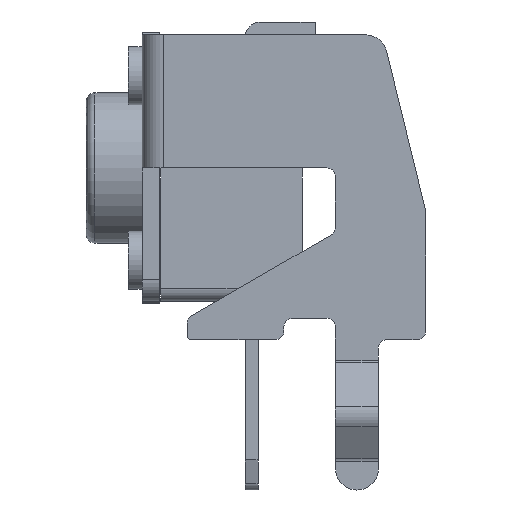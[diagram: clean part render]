
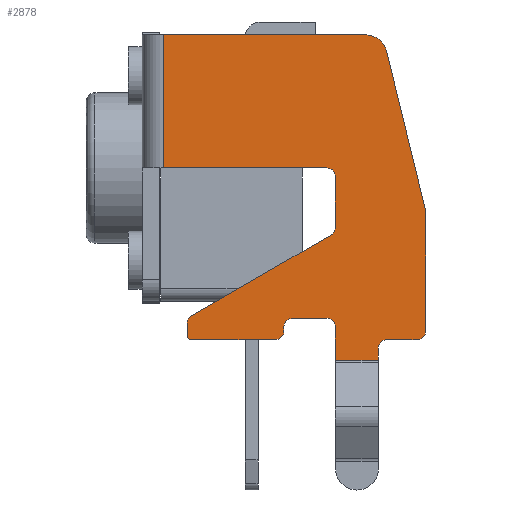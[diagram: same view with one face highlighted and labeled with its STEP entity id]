
A CAD part, front view. The second image highlights one B-rep face of the part: STEP entity #2878.
In plain terms, the highlighted planar face has unit normal (0, -1, 0).
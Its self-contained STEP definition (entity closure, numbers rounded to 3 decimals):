
#91=CIRCLE('',#3076,0.2);
#93=CIRCLE('',#3080,0.2);
#95=CIRCLE('',#3084,0.1);
#97=CIRCLE('',#3088,0.2);
#99=CIRCLE('',#3092,0.2);
#101=CIRCLE('',#3096,0.2);
#103=CIRCLE('',#3102,0.2);
#105=CIRCLE('',#3106,0.2);
#107=CIRCLE('',#3111,0.5);
#109=CIRCLE('',#3117,0.2);
#309=FACE_OUTER_BOUND('',#493,.T.);
#493=EDGE_LOOP('',(#2150,#2151,#2152,#2153,#2154,#2155,#2156,#2157,#2158,
#2159,#2160,#2161,#2162,#2163,#2164,#2165,#2166,#2167,#2168,#2169,#2170,
#2171,#2172,#2173,#2174));
#655=LINE('',#4367,#947);
#659=LINE('',#4379,#951);
#663=LINE('',#4391,#955);
#667=LINE('',#4403,#959);
#671=LINE('',#4415,#963);
#675=LINE('',#4427,#967);
#678=LINE('',#4433,#970);
#681=LINE('',#4439,#973);
#685=LINE('',#4451,#977);
#689=LINE('',#4463,#981);
#692=LINE('',#4469,#984);
#696=LINE('',#4481,#988);
#699=LINE('',#4487,#991);
#702=LINE('',#4493,#994);
#706=LINE('',#4504,#998);
#947=VECTOR('',#3500,3.757);
#951=VECTOR('',#3512,0.285);
#955=VECTOR('',#3524,1.95);
#959=VECTOR('',#3536,0.1);
#963=VECTOR('',#3548,0.8);
#967=VECTOR('',#3560,0.779);
#970=VECTOR('',#3565,1.);
#973=VECTOR('',#3570,0.279);
#977=VECTOR('',#3582,0.7);
#981=VECTOR('',#3594,2.8);
#984=VECTOR('',#3599,3.827);
#988=VECTOR('',#3611,4.707);
#991=VECTOR('',#3616,3.1);
#994=VECTOR('',#3621,3.8);
#998=VECTOR('',#3633,1.185);
#1241=VERTEX_POINT('',#4357);
#1242=VERTEX_POINT('',#4358);
#1245=VERTEX_POINT('',#4366);
#1247=VERTEX_POINT('',#4372);
#1249=VERTEX_POINT('',#4378);
#1251=VERTEX_POINT('',#4384);
#1253=VERTEX_POINT('',#4390);
#1255=VERTEX_POINT('',#4396);
#1257=VERTEX_POINT('',#4402);
#1259=VERTEX_POINT('',#4408);
#1261=VERTEX_POINT('',#4414);
#1263=VERTEX_POINT('',#4420);
#1265=VERTEX_POINT('',#4426);
#1267=VERTEX_POINT('',#4432);
#1269=VERTEX_POINT('',#4438);
#1271=VERTEX_POINT('',#4444);
#1273=VERTEX_POINT('',#4450);
#1275=VERTEX_POINT('',#4456);
#1277=VERTEX_POINT('',#4462);
#1279=VERTEX_POINT('',#4468);
#1281=VERTEX_POINT('',#4474);
#1283=VERTEX_POINT('',#4480);
#1285=VERTEX_POINT('',#4486);
#1287=VERTEX_POINT('',#4492);
#1289=VERTEX_POINT('',#4498);
#1540=EDGE_CURVE('',#1241,#1242,#91,.T.);
#1544=EDGE_CURVE('',#1245,#1241,#655,.T.);
#1547=EDGE_CURVE('',#1247,#1245,#93,.T.);
#1550=EDGE_CURVE('',#1249,#1247,#659,.T.);
#1553=EDGE_CURVE('',#1251,#1249,#95,.T.);
#1556=EDGE_CURVE('',#1253,#1251,#663,.T.);
#1559=EDGE_CURVE('',#1255,#1253,#97,.T.);
#1562=EDGE_CURVE('',#1257,#1255,#667,.T.);
#1565=EDGE_CURVE('',#1259,#1257,#99,.T.);
#1568=EDGE_CURVE('',#1261,#1259,#671,.T.);
#1571=EDGE_CURVE('',#1263,#1261,#101,.T.);
#1574=EDGE_CURVE('',#1265,#1263,#675,.T.);
#1577=EDGE_CURVE('',#1267,#1265,#678,.T.);
#1580=EDGE_CURVE('',#1269,#1267,#681,.T.);
#1583=EDGE_CURVE('',#1271,#1269,#103,.T.);
#1586=EDGE_CURVE('',#1273,#1271,#685,.T.);
#1589=EDGE_CURVE('',#1275,#1273,#105,.T.);
#1592=EDGE_CURVE('',#1277,#1275,#689,.T.);
#1595=EDGE_CURVE('',#1279,#1277,#692,.T.);
#1598=EDGE_CURVE('',#1281,#1279,#107,.T.);
#1601=EDGE_CURVE('',#1283,#1281,#696,.T.);
#1604=EDGE_CURVE('',#1285,#1283,#699,.T.);
#1607=EDGE_CURVE('',#1287,#1285,#702,.T.);
#1610=EDGE_CURVE('',#1289,#1287,#109,.T.);
#1613=EDGE_CURVE('',#1242,#1289,#706,.T.);
#2150=ORIENTED_EDGE('',*,*,#1613,.F.);
#2151=ORIENTED_EDGE('',*,*,#1540,.F.);
#2152=ORIENTED_EDGE('',*,*,#1544,.F.);
#2153=ORIENTED_EDGE('',*,*,#1547,.F.);
#2154=ORIENTED_EDGE('',*,*,#1550,.F.);
#2155=ORIENTED_EDGE('',*,*,#1553,.F.);
#2156=ORIENTED_EDGE('',*,*,#1556,.F.);
#2157=ORIENTED_EDGE('',*,*,#1559,.F.);
#2158=ORIENTED_EDGE('',*,*,#1562,.F.);
#2159=ORIENTED_EDGE('',*,*,#1565,.F.);
#2160=ORIENTED_EDGE('',*,*,#1568,.F.);
#2161=ORIENTED_EDGE('',*,*,#1571,.F.);
#2162=ORIENTED_EDGE('',*,*,#1574,.F.);
#2163=ORIENTED_EDGE('',*,*,#1577,.F.);
#2164=ORIENTED_EDGE('',*,*,#1580,.F.);
#2165=ORIENTED_EDGE('',*,*,#1583,.F.);
#2166=ORIENTED_EDGE('',*,*,#1586,.F.);
#2167=ORIENTED_EDGE('',*,*,#1589,.F.);
#2168=ORIENTED_EDGE('',*,*,#1592,.F.);
#2169=ORIENTED_EDGE('',*,*,#1595,.F.);
#2170=ORIENTED_EDGE('',*,*,#1598,.F.);
#2171=ORIENTED_EDGE('',*,*,#1601,.F.);
#2172=ORIENTED_EDGE('',*,*,#1604,.F.);
#2173=ORIENTED_EDGE('',*,*,#1607,.F.);
#2174=ORIENTED_EDGE('',*,*,#1610,.F.);
#2737=PLANE('',#3121);
#2878=ADVANCED_FACE('',(#309),#2737,.T.);
#3076=AXIS2_PLACEMENT_3D('',#4359,#3492,#3493);
#3080=AXIS2_PLACEMENT_3D('',#4373,#3505,#3506);
#3084=AXIS2_PLACEMENT_3D('',#4385,#3517,#3518);
#3088=AXIS2_PLACEMENT_3D('',#4397,#3529,#3530);
#3092=AXIS2_PLACEMENT_3D('',#4409,#3541,#3542);
#3096=AXIS2_PLACEMENT_3D('',#4421,#3553,#3554);
#3102=AXIS2_PLACEMENT_3D('',#4445,#3575,#3576);
#3106=AXIS2_PLACEMENT_3D('',#4457,#3587,#3588);
#3111=AXIS2_PLACEMENT_3D('',#4475,#3604,#3605);
#3117=AXIS2_PLACEMENT_3D('',#4499,#3626,#3627);
#3121=AXIS2_PLACEMENT_3D('',#4507,#3637,#3638);
#3492=DIRECTION('center_axis',(0.,-1.,0.));
#3493=DIRECTION('ref_axis',(0.502,0.,-0.865));
#3500=DIRECTION('',(0.865,0.,0.502));
#3505=DIRECTION('center_axis',(0.,1.,0.));
#3506=DIRECTION('ref_axis',(-1.,0.,0.));
#3512=DIRECTION('',(0.,0.,1.));
#3517=DIRECTION('center_axis',(0.,1.,0.));
#3518=DIRECTION('ref_axis',(0.,0.,-1.));
#3524=DIRECTION('',(-1.,0.,0.));
#3529=DIRECTION('center_axis',(0.,1.,0.));
#3530=DIRECTION('ref_axis',(1.,0.,0.));
#3536=DIRECTION('',(0.,0.,-1.));
#3541=DIRECTION('center_axis',(0.,-1.,0.));
#3542=DIRECTION('ref_axis',(0.,0.,1.));
#3548=DIRECTION('',(-1.,0.,0.));
#3553=DIRECTION('center_axis',(0.,-1.,0.));
#3554=DIRECTION('ref_axis',(1.,0.,0.));
#3560=DIRECTION('',(0.,0.,1.));
#3565=DIRECTION('',(-1.,0.,0.));
#3570=DIRECTION('',(0.,0.,-1.));
#3575=DIRECTION('center_axis',(0.,-1.,0.));
#3576=DIRECTION('ref_axis',(0.,0.,1.));
#3582=DIRECTION('',(-1.,0.,0.));
#3587=DIRECTION('center_axis',(0.,1.,0.));
#3588=DIRECTION('ref_axis',(1.,0.,0.));
#3594=DIRECTION('',(0.,0.,-1.));
#3599=DIRECTION('',(0.237,0.,-0.972));
#3604=DIRECTION('center_axis',(0.,1.,0.));
#3605=DIRECTION('ref_axis',(0.,0.,1.));
#3611=DIRECTION('',(1.,0.,0.));
#3616=DIRECTION('',(0.,0.,1.));
#3621=DIRECTION('',(-1.,0.,0.));
#3626=DIRECTION('center_axis',(0.,-1.,0.));
#3627=DIRECTION('ref_axis',(1.,0.,0.));
#3633=DIRECTION('',(0.,0.,1.));
#3637=DIRECTION('center_axis',(0.,-1.,0.));
#3638=DIRECTION('ref_axis',(0.,0.,-1.));
#4357=CARTESIAN_POINT('',(0.6,-3.75,2.442));
#4358=CARTESIAN_POINT('',(0.7,-3.75,2.615));
#4359=CARTESIAN_POINT('Origin',(0.5,-3.75,2.615));
#4366=CARTESIAN_POINT('',(-2.65,-3.75,0.558));
#4367=CARTESIAN_POINT('',(-2.65,-3.75,0.558));
#4372=CARTESIAN_POINT('',(-2.75,-3.75,0.385));
#4373=CARTESIAN_POINT('Origin',(-2.55,-3.75,0.385));
#4378=CARTESIAN_POINT('',(-2.75,-3.75,0.1));
#4379=CARTESIAN_POINT('',(-2.75,-3.75,0.1));
#4384=CARTESIAN_POINT('',(-2.65,-3.75,0.));
#4385=CARTESIAN_POINT('Origin',(-2.65,-3.75,0.1));
#4390=CARTESIAN_POINT('',(-0.7,-3.75,0.));
#4391=CARTESIAN_POINT('',(-0.7,-3.75,0.));
#4396=CARTESIAN_POINT('',(-0.5,-3.75,0.2));
#4397=CARTESIAN_POINT('Origin',(-0.7,-3.75,0.2));
#4402=CARTESIAN_POINT('',(-0.5,-3.75,0.3));
#4403=CARTESIAN_POINT('',(-0.5,-3.75,0.3));
#4408=CARTESIAN_POINT('',(-0.3,-3.75,0.5));
#4409=CARTESIAN_POINT('Origin',(-0.3,-3.75,0.3));
#4414=CARTESIAN_POINT('',(0.5,-3.75,0.5));
#4415=CARTESIAN_POINT('',(0.5,-3.75,0.5));
#4420=CARTESIAN_POINT('',(0.7,-3.75,0.3));
#4421=CARTESIAN_POINT('Origin',(0.5,-3.75,0.3));
#4426=CARTESIAN_POINT('',(0.7,-3.75,-0.479));
#4427=CARTESIAN_POINT('',(0.7,-3.75,-0.479));
#4432=CARTESIAN_POINT('',(1.7,-3.75,-0.479));
#4433=CARTESIAN_POINT('',(1.7,-3.75,-0.479));
#4438=CARTESIAN_POINT('',(1.7,-3.75,-0.2));
#4439=CARTESIAN_POINT('',(1.7,-3.75,-0.2));
#4444=CARTESIAN_POINT('',(1.9,-3.75,0.));
#4445=CARTESIAN_POINT('Origin',(1.9,-3.75,-0.2));
#4450=CARTESIAN_POINT('',(2.6,-3.75,0.));
#4451=CARTESIAN_POINT('',(2.6,-3.75,0.));
#4456=CARTESIAN_POINT('',(2.8,-3.75,0.2));
#4457=CARTESIAN_POINT('Origin',(2.6,-3.75,0.2));
#4462=CARTESIAN_POINT('',(2.8,-3.75,3.));
#4463=CARTESIAN_POINT('',(2.8,-3.75,3.));
#4468=CARTESIAN_POINT('',(1.893,-3.75,6.718));
#4469=CARTESIAN_POINT('',(1.893,-3.75,6.718));
#4474=CARTESIAN_POINT('',(1.407,-3.75,7.1));
#4475=CARTESIAN_POINT('Origin',(1.407,-3.75,6.6));
#4480=CARTESIAN_POINT('',(-3.3,-3.75,7.1));
#4481=CARTESIAN_POINT('',(-3.3,-3.75,7.1));
#4486=CARTESIAN_POINT('',(-3.3,-3.75,4.));
#4487=CARTESIAN_POINT('',(-3.3,-3.75,4.));
#4492=CARTESIAN_POINT('',(0.5,-3.75,4.));
#4493=CARTESIAN_POINT('',(0.5,-3.75,4.));
#4498=CARTESIAN_POINT('',(0.7,-3.75,3.8));
#4499=CARTESIAN_POINT('Origin',(0.5,-3.75,3.8));
#4504=CARTESIAN_POINT('',(0.7,-3.75,2.615));
#4507=CARTESIAN_POINT('Origin',(-0.162,-3.75,3.288));
